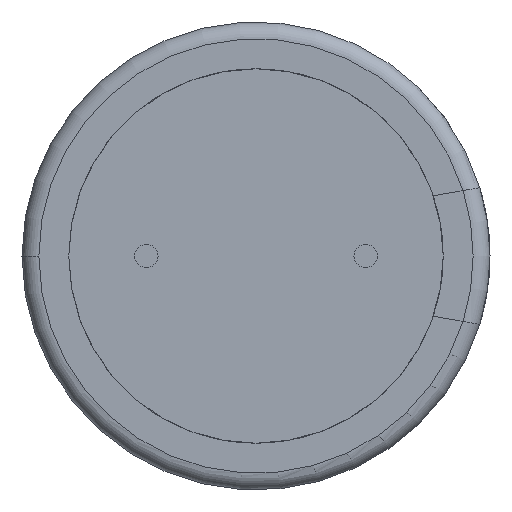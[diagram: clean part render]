
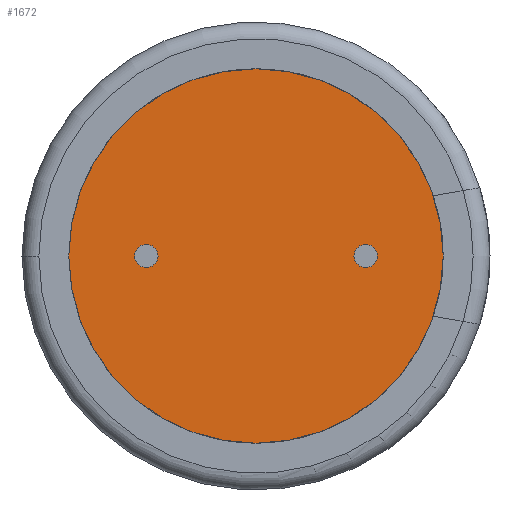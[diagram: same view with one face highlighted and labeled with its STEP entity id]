
A CAD part, front view. The second image highlights one B-rep face of the part: STEP entity #1672.
In plain terms, the highlighted planar face has unit normal (0, -1, 0).
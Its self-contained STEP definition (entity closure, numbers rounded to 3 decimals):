
#1 = DIRECTION ( 'NONE',  ( 0., 1., 0. ) ) ;
#16 = VERTEX_POINT ( 'NONE', #329 ) ;
#30 = CARTESIAN_POINT ( 'NONE',  ( -3.75, 0., 0.4 ) ) ;
#77 = CIRCLE ( 'NONE', #480, 0.4 ) ;
#106 = CARTESIAN_POINT ( 'NONE',  ( -3.75, 0., -0.4 ) ) ;
#146 = EDGE_CURVE ( 'NONE', #1238, #881, #1513, .T. ) ;
#163 = AXIS2_PLACEMENT_3D ( 'NONE', #229, #1098, #449 ) ;
#210 = DIRECTION ( 'NONE',  ( -1., 0., 0. ) ) ;
#229 = CARTESIAN_POINT ( 'NONE',  ( 0., 0., 0. ) ) ;
#235 = DIRECTION ( 'NONE',  ( -1., 0., 0. ) ) ;
#251 = PLANE ( 'NONE',  #2804 ) ;
#271 = ORIENTED_EDGE ( 'NONE', *, *, #146, .F. ) ;
#287 = DIRECTION ( 'NONE',  ( -1., 0., 0. ) ) ;
#329 = CARTESIAN_POINT ( 'NONE',  ( 6.4, 0., 0. ) ) ;
#335 = DIRECTION ( 'NONE',  ( -1., 0., 0. ) ) ;
#370 = EDGE_CURVE ( 'NONE', #16, #1744, #787, .T. ) ;
#413 = CARTESIAN_POINT ( 'NONE',  ( -3.75, 0., 0. ) ) ;
#449 = DIRECTION ( 'NONE',  ( -1., 0., 0. ) ) ;
#480 = AXIS2_PLACEMENT_3D ( 'NONE', #762, #2098, #2554 ) ;
#518 = CARTESIAN_POINT ( 'NONE',  ( 3.75, 0., -0.4 ) ) ;
#519 = AXIS2_PLACEMENT_3D ( 'NONE', #413, #2435, #210 ) ;
#572 = ORIENTED_EDGE ( 'NONE', *, *, #370, .F. ) ;
#579 = CARTESIAN_POINT ( 'NONE',  ( -3.75, 0., 0. ) ) ;
#610 = EDGE_LOOP ( 'NONE', ( #2122, #271 ) ) ;
#762 = CARTESIAN_POINT ( 'NONE',  ( 3.75, 0., 0. ) ) ;
#764 = ORIENTED_EDGE ( 'NONE', *, *, #1110, .F. ) ;
#787 = CIRCLE ( 'NONE', #2458, 6.4 ) ;
#881 = VERTEX_POINT ( 'NONE', #30 ) ;
#900 = FACE_BOUND ( 'NONE', #1441, .T. ) ;
#932 = CIRCLE ( 'NONE', #2075, 0.4 ) ;
#953 = CARTESIAN_POINT ( 'NONE',  ( 3.75, 0., 0. ) ) ;
#966 = EDGE_CURVE ( 'NONE', #881, #1238, #932, .T. ) ;
#993 = ORIENTED_EDGE ( 'NONE', *, *, #2641, .F. ) ;
#1070 = VERTEX_POINT ( 'NONE', #1417 ) ;
#1098 = DIRECTION ( 'NONE',  ( 0., 1., 0. ) ) ;
#1110 = EDGE_CURVE ( 'NONE', #1070, #1471, #2494, .T. ) ;
#1238 = VERTEX_POINT ( 'NONE', #106 ) ;
#1315 = DIRECTION ( 'NONE',  ( 0., 1., 0. ) ) ;
#1325 = DIRECTION ( 'NONE',  ( -1., 0., 0. ) ) ;
#1417 = CARTESIAN_POINT ( 'NONE',  ( 3.75, 0., 0.4 ) ) ;
#1441 = EDGE_LOOP ( 'NONE', ( #764, #993 ) ) ;
#1471 = VERTEX_POINT ( 'NONE', #518 ) ;
#1494 = FACE_BOUND ( 'NONE', #610, .T. ) ;
#1513 = CIRCLE ( 'NONE', #519, 0.4 ) ;
#1672 = ADVANCED_FACE ( 'NONE', ( #1494, #900, #2671 ), #251, .F. ) ;
#1689 = EDGE_CURVE ( 'NONE', #1744, #16, #2400, .T. ) ;
#1744 = VERTEX_POINT ( 'NONE', #1985 ) ;
#1769 = AXIS2_PLACEMENT_3D ( 'NONE', #953, #1810, #287 ) ;
#1793 = CARTESIAN_POINT ( 'NONE',  ( 0., 0., 0. ) ) ;
#1810 = DIRECTION ( 'NONE',  ( 0., -1., 0. ) ) ;
#1875 = EDGE_LOOP ( 'NONE', ( #2301, #572 ) ) ;
#1985 = CARTESIAN_POINT ( 'NONE',  ( -6.4, 0., 0. ) ) ;
#2028 = CARTESIAN_POINT ( 'NONE',  ( 0., 0., 0. ) ) ;
#2075 = AXIS2_PLACEMENT_3D ( 'NONE', #579, #2100, #335 ) ;
#2098 = DIRECTION ( 'NONE',  ( 0., -1., 0. ) ) ;
#2100 = DIRECTION ( 'NONE',  ( 0., -1., 0. ) ) ;
#2122 = ORIENTED_EDGE ( 'NONE', *, *, #966, .F. ) ;
#2301 = ORIENTED_EDGE ( 'NONE', *, *, #1689, .F. ) ;
#2400 = CIRCLE ( 'NONE', #163, 6.4 ) ;
#2435 = DIRECTION ( 'NONE',  ( 0., -1., 0. ) ) ;
#2458 = AXIS2_PLACEMENT_3D ( 'NONE', #2028, #1, #235 ) ;
#2494 = CIRCLE ( 'NONE', #1769, 0.4 ) ;
#2554 = DIRECTION ( 'NONE',  ( -1., 0., 0. ) ) ;
#2641 = EDGE_CURVE ( 'NONE', #1471, #1070, #77, .T. ) ;
#2671 = FACE_OUTER_BOUND ( 'NONE', #1875, .T. ) ;
#2804 = AXIS2_PLACEMENT_3D ( 'NONE', #1793, #1315, #1325 ) ;
